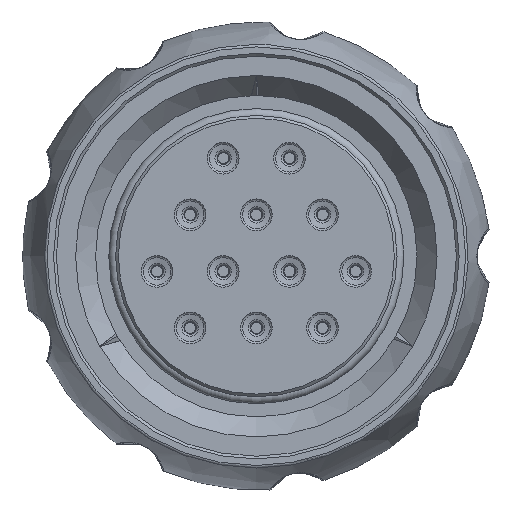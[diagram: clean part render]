
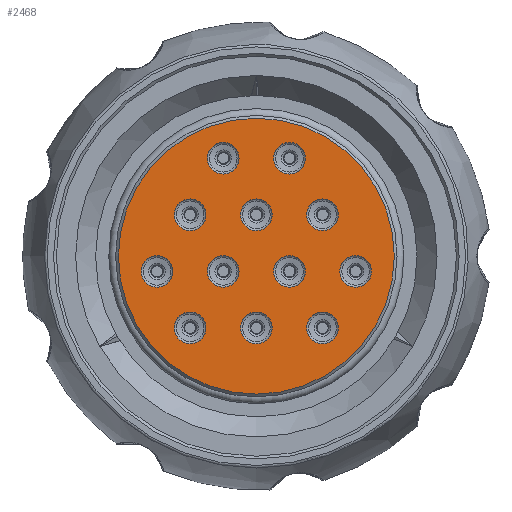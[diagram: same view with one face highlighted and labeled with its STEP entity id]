
A CAD part, left-side view. The second image highlights one B-rep face of the part: STEP entity #2468.
In plain terms, the highlighted planar face has unit normal (-1, 0, 0).
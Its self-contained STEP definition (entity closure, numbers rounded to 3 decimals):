
#676=FACE_BOUND('',#3680,.T.);
#677=FACE_BOUND('',#3681,.T.);
#678=FACE_BOUND('',#3682,.T.);
#679=FACE_BOUND('',#3683,.T.);
#680=FACE_BOUND('',#3684,.T.);
#681=FACE_BOUND('',#3685,.T.);
#682=FACE_BOUND('',#3686,.T.);
#683=FACE_BOUND('',#3687,.T.);
#684=FACE_BOUND('',#3688,.T.);
#685=FACE_BOUND('',#3689,.T.);
#686=FACE_BOUND('',#3690,.T.);
#687=FACE_BOUND('',#3691,.T.);
#688=FACE_BOUND('',#3692,.T.);
#1787=CIRCLE('',#9959,10.);
#1788=CIRCLE('',#9960,1.15);
#1789=CIRCLE('',#9961,1.15);
#1790=CIRCLE('',#9962,1.15);
#1791=CIRCLE('',#9963,1.15);
#1792=CIRCLE('',#9964,1.15);
#1793=CIRCLE('',#9965,1.15);
#1794=CIRCLE('',#9966,1.15);
#1795=CIRCLE('',#9967,1.15);
#1796=CIRCLE('',#9968,1.15);
#1797=CIRCLE('',#9969,1.15);
#1798=CIRCLE('',#9970,1.15);
#1799=CIRCLE('',#9971,1.15);
#2468=ADVANCED_FACE('',(#676,#677,#678,#679,#680,#681,#682,#683,#684,#685,
#686,#687,#688),#2975,.T.);
#2975=PLANE('',#9972);
#3680=EDGE_LOOP('',(#5914));
#3681=EDGE_LOOP('',(#5915));
#3682=EDGE_LOOP('',(#5916));
#3683=EDGE_LOOP('',(#5917));
#3684=EDGE_LOOP('',(#5918));
#3685=EDGE_LOOP('',(#5919));
#3686=EDGE_LOOP('',(#5920));
#3687=EDGE_LOOP('',(#5921));
#3688=EDGE_LOOP('',(#5922));
#3689=EDGE_LOOP('',(#5923));
#3690=EDGE_LOOP('',(#5924));
#3691=EDGE_LOOP('',(#5925));
#3692=EDGE_LOOP('',(#5926));
#5914=ORIENTED_EDGE('',*,*,#8224,.T.);
#5915=ORIENTED_EDGE('',*,*,#8225,.F.);
#5916=ORIENTED_EDGE('',*,*,#8226,.F.);
#5917=ORIENTED_EDGE('',*,*,#8227,.F.);
#5918=ORIENTED_EDGE('',*,*,#8228,.F.);
#5919=ORIENTED_EDGE('',*,*,#8229,.F.);
#5920=ORIENTED_EDGE('',*,*,#8230,.F.);
#5921=ORIENTED_EDGE('',*,*,#8231,.F.);
#5922=ORIENTED_EDGE('',*,*,#8232,.F.);
#5923=ORIENTED_EDGE('',*,*,#8233,.F.);
#5924=ORIENTED_EDGE('',*,*,#8234,.F.);
#5925=ORIENTED_EDGE('',*,*,#8235,.F.);
#5926=ORIENTED_EDGE('',*,*,#8236,.F.);
#7107=VERTEX_POINT('',#17838);
#7108=VERTEX_POINT('',#17840);
#7109=VERTEX_POINT('',#17842);
#7110=VERTEX_POINT('',#17844);
#7111=VERTEX_POINT('',#17846);
#7112=VERTEX_POINT('',#17848);
#7113=VERTEX_POINT('',#17850);
#7114=VERTEX_POINT('',#17852);
#7115=VERTEX_POINT('',#17854);
#7116=VERTEX_POINT('',#17856);
#7117=VERTEX_POINT('',#17858);
#7118=VERTEX_POINT('',#17860);
#7119=VERTEX_POINT('',#17862);
#8224=EDGE_CURVE('',#7107,#7107,#1787,.T.);
#8225=EDGE_CURVE('',#7108,#7108,#1788,.T.);
#8226=EDGE_CURVE('',#7109,#7109,#1789,.T.);
#8227=EDGE_CURVE('',#7110,#7110,#1790,.T.);
#8228=EDGE_CURVE('',#7111,#7111,#1791,.T.);
#8229=EDGE_CURVE('',#7112,#7112,#1792,.T.);
#8230=EDGE_CURVE('',#7113,#7113,#1793,.T.);
#8231=EDGE_CURVE('',#7114,#7114,#1794,.T.);
#8232=EDGE_CURVE('',#7115,#7115,#1795,.T.);
#8233=EDGE_CURVE('',#7116,#7116,#1796,.T.);
#8234=EDGE_CURVE('',#7117,#7117,#1797,.T.);
#8235=EDGE_CURVE('',#7118,#7118,#1798,.T.);
#8236=EDGE_CURVE('',#7119,#7119,#1799,.T.);
#9959=AXIS2_PLACEMENT_3D('',#17837,#12199,#12200);
#9960=AXIS2_PLACEMENT_3D('',#17839,#12201,#12202);
#9961=AXIS2_PLACEMENT_3D('',#17841,#12203,#12204);
#9962=AXIS2_PLACEMENT_3D('',#17843,#12205,#12206);
#9963=AXIS2_PLACEMENT_3D('',#17845,#12207,#12208);
#9964=AXIS2_PLACEMENT_3D('',#17847,#12209,#12210);
#9965=AXIS2_PLACEMENT_3D('',#17849,#12211,#12212);
#9966=AXIS2_PLACEMENT_3D('',#17851,#12213,#12214);
#9967=AXIS2_PLACEMENT_3D('',#17853,#12215,#12216);
#9968=AXIS2_PLACEMENT_3D('',#17855,#12217,#12218);
#9969=AXIS2_PLACEMENT_3D('',#17857,#12219,#12220);
#9970=AXIS2_PLACEMENT_3D('',#17859,#12221,#12222);
#9971=AXIS2_PLACEMENT_3D('',#17861,#12223,#12224);
#9972=AXIS2_PLACEMENT_3D('',#17863,#12225,#12226);
#12199=DIRECTION('',(-1.,0.,0.));
#12200=DIRECTION('',(0.,0.,1.));
#12201=DIRECTION('',(-1.,0.,0.));
#12202=DIRECTION('',(0.,0.,1.));
#12203=DIRECTION('',(-1.,0.,0.));
#12204=DIRECTION('',(0.,0.,1.));
#12205=DIRECTION('',(-1.,0.,0.));
#12206=DIRECTION('',(0.,0.,1.));
#12207=DIRECTION('',(-1.,0.,0.));
#12208=DIRECTION('',(0.,0.,1.));
#12209=DIRECTION('',(-1.,0.,0.));
#12210=DIRECTION('',(0.,0.,1.));
#12211=DIRECTION('',(-1.,0.,0.));
#12212=DIRECTION('',(0.,0.,1.));
#12213=DIRECTION('',(-1.,0.,0.));
#12214=DIRECTION('',(0.,0.,1.));
#12215=DIRECTION('',(-1.,0.,0.));
#12216=DIRECTION('',(0.,0.,1.));
#12217=DIRECTION('',(-1.,0.,0.));
#12218=DIRECTION('',(0.,0.,1.));
#12219=DIRECTION('',(-1.,0.,0.));
#12220=DIRECTION('',(0.,0.,1.));
#12221=DIRECTION('',(-1.,0.,0.));
#12222=DIRECTION('',(0.,0.,1.));
#12223=DIRECTION('',(-1.,0.,0.));
#12224=DIRECTION('',(0.,0.,1.));
#12225=DIRECTION('',(-1.,0.,0.));
#12226=DIRECTION('',(0.,0.,1.));
#17837=CARTESIAN_POINT('',(-49.,0.,0.));
#17838=CARTESIAN_POINT('',(-49.,0.,10.));
#17839=CARTESIAN_POINT('',(-49.,-4.8,-5.2));
#17840=CARTESIAN_POINT('',(-49.,-4.8,-4.05));
#17841=CARTESIAN_POINT('',(-49.,-2.4,-1.1));
#17842=CARTESIAN_POINT('',(-49.,-2.4,0.05));
#17843=CARTESIAN_POINT('',(-49.,0.,-5.2));
#17844=CARTESIAN_POINT('',(-49.,0.,-4.05));
#17845=CARTESIAN_POINT('',(-49.,4.8,-5.2));
#17846=CARTESIAN_POINT('',(-49.,4.8,-4.05));
#17847=CARTESIAN_POINT('',(-49.,2.4,-1.1));
#17848=CARTESIAN_POINT('',(-49.,2.4,0.05));
#17849=CARTESIAN_POINT('',(-49.,-2.4,7.1));
#17850=CARTESIAN_POINT('',(-49.,-2.4,8.25));
#17851=CARTESIAN_POINT('',(-49.,0.,3.));
#17852=CARTESIAN_POINT('',(-49.,0.,4.15));
#17853=CARTESIAN_POINT('',(-49.,2.4,7.1));
#17854=CARTESIAN_POINT('',(-49.,2.4,8.25));
#17855=CARTESIAN_POINT('',(-49.,-4.8,3.));
#17856=CARTESIAN_POINT('',(-49.,-4.8,4.15));
#17857=CARTESIAN_POINT('',(-49.,-7.2,-1.1));
#17858=CARTESIAN_POINT('',(-49.,-7.2,0.05));
#17859=CARTESIAN_POINT('',(-49.,7.2,-1.1));
#17860=CARTESIAN_POINT('',(-49.,7.2,0.05));
#17861=CARTESIAN_POINT('',(-49.,4.8,3.));
#17862=CARTESIAN_POINT('',(-49.,4.8,4.15));
#17863=CARTESIAN_POINT('',(-49.,0.,0.));
